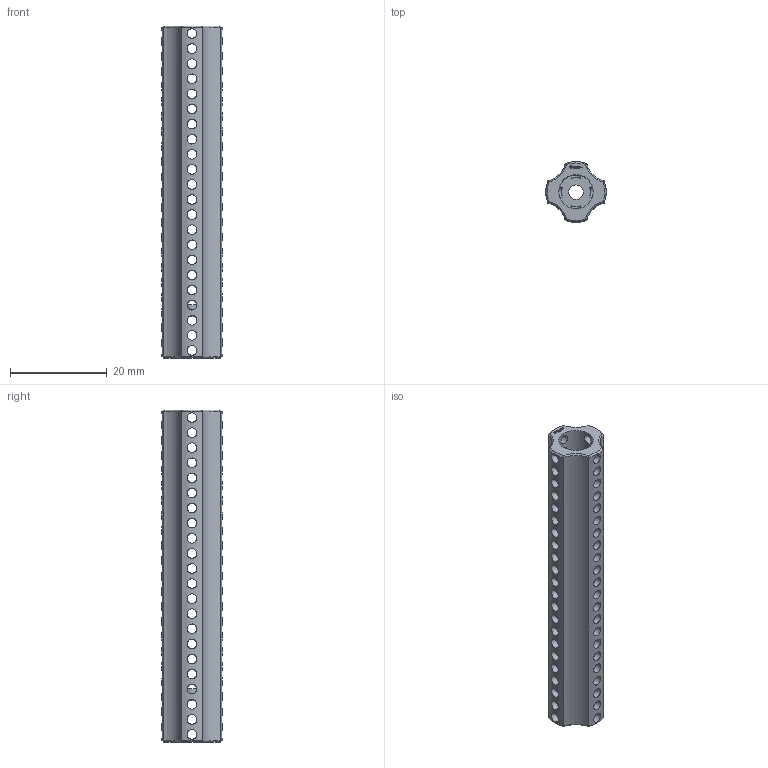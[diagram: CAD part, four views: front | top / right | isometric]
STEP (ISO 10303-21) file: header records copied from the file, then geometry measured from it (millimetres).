
FILE_DESCRIPTION(('FreeCAD Model'),'2;1');
FILE_NAME('Open CASCADE Shape Model','2024-02-18T14:32:06',(''),(''), 'Open CASCADE STEP processor 7.6','FreeCAD','Unknown');
FILE_SCHEMA(('AUTOMOTIVE_DESIGN { 1 0 10303 214 1 1 1 1 }'));
Length unit declared in the file: millimetre
Products named in the file (1): Power-Transmission Hub PLN IDX FRE TTMotor BU05.50 - SPN-PTH-0257 
(stemfie.org)
Bounding box: 12.5 x 12.5 x 68.75 mm (x, y, z)
Volume: 3964.8 mm3; surface area: 5403.7 mm2
Topology: 1 solids, 1 shells, 577 faces, 1748 edges, 1174 vertices
Faces by surface type: plane 319, extrusion 128, cylinder 108, cone 22
Full cylindrical faces by diameter (mm): 2 x88, 3 x1, 7.1 x1
Entity records: 71143 total; most frequent: CARTESIAN_POINT 38589, DIRECTION 4942, VECTOR 3818, LINE 3690, ORIENTED_EDGE 3496, PCURVE 3496, DEFINITIONAL_REPRESENTATION 3496, EDGE_CURVE 1748
